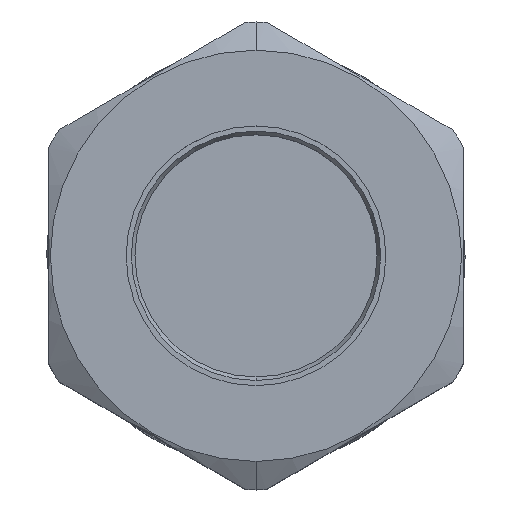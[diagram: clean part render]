
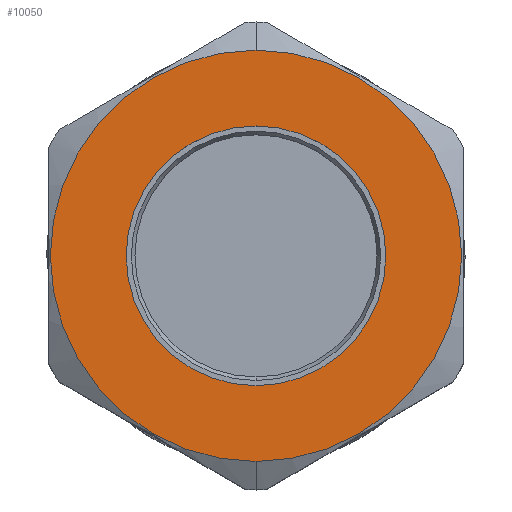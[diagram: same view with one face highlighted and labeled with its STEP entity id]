
A CAD part, top view. The second image highlights one B-rep face of the part: STEP entity #10050.
In plain terms, the highlighted planar face has unit normal (0, 0, 1).
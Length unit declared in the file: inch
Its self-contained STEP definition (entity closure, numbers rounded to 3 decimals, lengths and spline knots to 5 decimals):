
#3833=CARTESIAN_POINT('',(0.,0.,3.369));
#3834=DIRECTION('',(0.,0.,1.));
#3835=DIRECTION('',(0.,-1.,0.));
#3836=AXIS2_PLACEMENT_3D('',#3833,#3834,#3835);
#3838=CARTESIAN_POINT('',(0.,0.,3.369));
#3839=DIRECTION('',(0.,0.,1.));
#3840=DIRECTION('',(0.,1.,0.));
#3841=AXIS2_PLACEMENT_3D('',#3838,#3839,#3840);
#3843=CARTESIAN_POINT('',(0.,0.,3.369));
#3844=DIRECTION('',(0.,0.,1.));
#3845=DIRECTION('',(0.,-1.,0.));
#3846=AXIS2_PLACEMENT_3D('',#3843,#3844,#3845);
#3848=CARTESIAN_POINT('',(0.,0.,3.369));
#3849=DIRECTION('',(0.,0.,1.));
#3850=DIRECTION('',(0.,1.,0.));
#3851=AXIS2_PLACEMENT_3D('',#3848,#3849,#3850);
#4095=CARTESIAN_POINT('',(0.,-0.5575,3.369));
#4096=CARTESIAN_POINT('',(0.,0.5575,3.369));
#4097=VERTEX_POINT('',#4095);
#4098=VERTEX_POINT('',#4096);
#4169=CARTESIAN_POINT('',(0.,-0.352,3.369));
#4170=CARTESIAN_POINT('',(0.,0.352,3.369));
#4171=VERTEX_POINT('',#4169);
#4172=VERTEX_POINT('',#4170);
#10035=CARTESIAN_POINT('',(0.,0.,3.369));
#10036=DIRECTION('',(0.,0.,1.));
#10037=DIRECTION('',(0.,1.,0.));
#10038=AXIS2_PLACEMENT_3D('',#10035,#10036,#10037);
#10039=PLANE('',#10038);
#10040=ORIENTED_EDGE('',*,*,#9791,.F.);
#10041=ORIENTED_EDGE('',*,*,#10019,.F.);
#10042=EDGE_LOOP('',(#10040,#10041));
#10043=FACE_OUTER_BOUND('',#10042,.F.);
#10045=ORIENTED_EDGE('',*,*,#10044,.T.);
#10047=ORIENTED_EDGE('',*,*,#10046,.T.);
#10048=EDGE_LOOP('',(#10045,#10047));
#10049=FACE_BOUND('',#10048,.F.);
#3837=CIRCLE('',#3836,0.5575);
#3842=CIRCLE('',#3841,0.5575);
#3847=CIRCLE('',#3846,0.352);
#3852=CIRCLE('',#3851,0.352);
#9791=EDGE_CURVE('',#4097,#4098,#3837,.T.);
#10019=EDGE_CURVE('',#4098,#4097,#3842,.T.);
#10044=EDGE_CURVE('',#4171,#4172,#3847,.T.);
#10046=EDGE_CURVE('',#4172,#4171,#3852,.T.);
#10050=ADVANCED_FACE('',(#10043,#10049),#10039,.T.);
